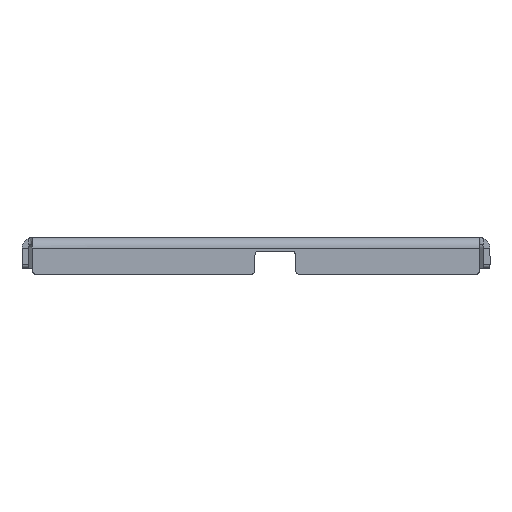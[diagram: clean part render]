
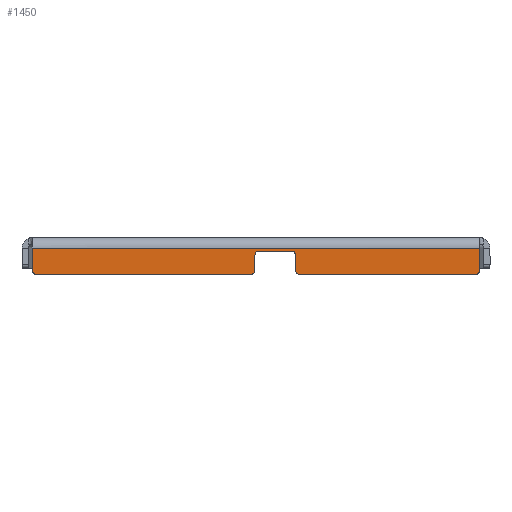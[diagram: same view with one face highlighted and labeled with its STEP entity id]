
A CAD part, front view. The second image highlights one B-rep face of the part: STEP entity #1450.
In plain terms, the highlighted planar face has unit normal (0, -1, 0).
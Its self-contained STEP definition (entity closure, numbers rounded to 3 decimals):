
#3 = EDGE_CURVE ( 'NONE', #719, #1154, #1671, .T. ) ;
#4 = DIRECTION ( 'NONE',  ( 0., 0., 1. ) ) ;
#25 = EDGE_LOOP ( 'NONE', ( #1453, #648, #1145, #1460, #1490, #958, #957, #424, #790, #685, #1031, #1960, #1530, #1553 ) ) ;
#35 = EDGE_CURVE ( 'NONE', #777, #719, #816, .T. ) ;
#67 = LINE ( 'NONE', #1743, #1592 ) ;
#70 = CARTESIAN_POINT ( 'NONE',  ( -110.515, -70.749, -12.894 ) ) ;
#75 = AXIS2_PLACEMENT_3D ( 'NONE', #906, #1793, #1136 ) ;
#82 = VERTEX_POINT ( 'NONE', #2173 ) ;
#99 = VERTEX_POINT ( 'NONE', #516 ) ;
#160 = VECTOR ( 'NONE', #1582, 1000. ) ;
#163 = CIRCLE ( 'NONE', #213, 2. ) ;
#173 = CARTESIAN_POINT ( 'NONE',  ( 1.485, -70.749, -3.394 ) ) ;
#180 = CARTESIAN_POINT ( 'NONE',  ( -0.515, -70.749, -12.894 ) ) ;
#190 = DIRECTION ( 'NONE',  ( 0., 0., 1. ) ) ;
#213 = AXIS2_PLACEMENT_3D ( 'NONE', #1039, #1223, #190 ) ;
#215 = CARTESIAN_POINT ( 'NONE',  ( 0., -70.749, -14.894 ) ) ;
#246 = DIRECTION ( 'NONE',  ( 0., -1., 0. ) ) ;
#254 = VERTEX_POINT ( 'NONE', #1901 ) ;
#272 = EDGE_CURVE ( 'NONE', #1885, #1977, #2021, .T. ) ;
#321 = LINE ( 'NONE', #715, #452 ) ;
#390 = EDGE_CURVE ( 'NONE', #1977, #1540, #1084, .T. ) ;
#407 = CIRCLE ( 'NONE', #1751, 2. ) ;
#424 = ORIENTED_EDGE ( 'NONE', *, *, #1908, .T. ) ;
#435 = VECTOR ( 'NONE', #1280, 1000. ) ;
#441 = CARTESIAN_POINT ( 'NONE',  ( -110.515, -70.749, -2. ) ) ;
#452 = VECTOR ( 'NONE', #894, 1000. ) ;
#491 = DIRECTION ( 'NONE',  ( 0., 1., 0. ) ) ;
#516 = CARTESIAN_POINT ( 'NONE',  ( 110.515, -70.749, -12.894 ) ) ;
#531 = DIRECTION ( 'NONE',  ( 0., 0., 1. ) ) ;
#537 = CARTESIAN_POINT ( 'NONE',  ( 21.485, -70.749, -12.894 ) ) ;
#588 = EDGE_CURVE ( 'NONE', #633, #777, #857, .T. ) ;
#591 = AXIS2_PLACEMENT_3D ( 'NONE', #1760, #1932, #885 ) ;
#633 = VERTEX_POINT ( 'NONE', #173 ) ;
#648 = ORIENTED_EDGE ( 'NONE', *, *, #959, .T. ) ;
#663 = LINE ( 'NONE', #215, #160 ) ;
#669 = VECTOR ( 'NONE', #1092, 1000. ) ;
#674 = DIRECTION ( 'NONE',  ( 1., 0., 0. ) ) ;
#676 = EDGE_CURVE ( 'NONE', #99, #1018, #1467, .T. ) ;
#685 = ORIENTED_EDGE ( 'NONE', *, *, #390, .T. ) ;
#715 = CARTESIAN_POINT ( 'NONE',  ( 110.515, -70.749, -2. ) ) ;
#719 = VERTEX_POINT ( 'NONE', #1456 ) ;
#736 = DIRECTION ( 'NONE',  ( 0., 0., -1. ) ) ;
#777 = VERTEX_POINT ( 'NONE', #1669 ) ;
#790 = ORIENTED_EDGE ( 'NONE', *, *, #272, .T. ) ;
#816 = CIRCLE ( 'NONE', #75, 2. ) ;
#836 = CARTESIAN_POINT ( 'NONE',  ( 19.485, -70.749, -12.894 ) ) ;
#857 = LINE ( 'NONE', #1391, #1836 ) ;
#876 = CARTESIAN_POINT ( 'NONE',  ( 0., -70.749, -14.894 ) ) ;
#885 = DIRECTION ( 'NONE',  ( 0., 0., 1. ) ) ;
#894 = DIRECTION ( 'NONE',  ( 1., 0., 0. ) ) ;
#906 = CARTESIAN_POINT ( 'NONE',  ( 17.485, -70.749, -5.394 ) ) ;
#949 = CARTESIAN_POINT ( 'NONE',  ( 108.515, -70.749, -12.894 ) ) ;
#957 = ORIENTED_EDGE ( 'NONE', *, *, #1371, .T. ) ;
#958 = ORIENTED_EDGE ( 'NONE', *, *, #1506, .F. ) ;
#959 = EDGE_CURVE ( 'NONE', #1154, #254, #407, .T. ) ;
#1017 = CARTESIAN_POINT ( 'NONE',  ( -110.515, -70.749, 0. ) ) ;
#1018 = VERTEX_POINT ( 'NONE', #1795 ) ;
#1031 = ORIENTED_EDGE ( 'NONE', *, *, #1483, .T. ) ;
#1038 = VECTOR ( 'NONE', #736, 1000. ) ;
#1039 = CARTESIAN_POINT ( 'NONE',  ( 1.485, -70.749, -5.394 ) ) ;
#1084 = CIRCLE ( 'NONE', #591, 2. ) ;
#1092 = DIRECTION ( 'NONE',  ( 0., 0., -1. ) ) ;
#1114 = VERTEX_POINT ( 'NONE', #1909 ) ;
#1136 = DIRECTION ( 'NONE',  ( 0., 0., 1. ) ) ;
#1145 = ORIENTED_EDGE ( 'NONE', *, *, #2109, .T. ) ;
#1154 = VERTEX_POINT ( 'NONE', #836 ) ;
#1223 = DIRECTION ( 'NONE',  ( 0., 1., 0. ) ) ;
#1280 = DIRECTION ( 'NONE',  ( 0., 0., 1. ) ) ;
#1291 = CARTESIAN_POINT ( 'NONE',  ( -108.515, -70.749, -12.894 ) ) ;
#1300 = DIRECTION ( 'NONE',  ( 0., -1., 0. ) ) ;
#1357 = PLANE ( 'NONE',  #1996 ) ;
#1371 = EDGE_CURVE ( 'NONE', #1881, #1720, #1685, .T. ) ;
#1391 = CARTESIAN_POINT ( 'NONE',  ( -0.515, -70.749, -3.394 ) ) ;
#1435 = FACE_OUTER_BOUND ( 'NONE', #25, .T. ) ;
#1447 = CARTESIAN_POINT ( 'NONE',  ( 19.485, -70.749, -14.894 ) ) ;
#1450 = ADVANCED_FACE ( 'NONE', ( #1435 ), #1357, .F. ) ;
#1453 = ORIENTED_EDGE ( 'NONE', *, *, #3, .T. ) ;
#1456 = CARTESIAN_POINT ( 'NONE',  ( 19.485, -70.749, -5.394 ) ) ;
#1459 = DIRECTION ( 'NONE',  ( 0., 0., 1. ) ) ;
#1460 = ORIENTED_EDGE ( 'NONE', *, *, #1831, .T. ) ;
#1464 = CIRCLE ( 'NONE', #1649, 2. ) ;
#1467 = LINE ( 'NONE', #1657, #435 ) ;
#1483 = EDGE_CURVE ( 'NONE', #1540, #82, #67, .T. ) ;
#1490 = ORIENTED_EDGE ( 'NONE', *, *, #676, .T. ) ;
#1506 = EDGE_CURVE ( 'NONE', #1881, #1018, #321, .T. ) ;
#1510 = EDGE_CURVE ( 'NONE', #82, #633, #163, .T. ) ;
#1517 = CARTESIAN_POINT ( 'NONE',  ( 0., -70.749, 0. ) ) ;
#1526 = AXIS2_PLACEMENT_3D ( 'NONE', #1291, #246, #1459 ) ;
#1530 = ORIENTED_EDGE ( 'NONE', *, *, #588, .T. ) ;
#1540 = VERTEX_POINT ( 'NONE', #180 ) ;
#1553 = ORIENTED_EDGE ( 'NONE', *, *, #35, .T. ) ;
#1582 = DIRECTION ( 'NONE',  ( 1., 0., 0. ) ) ;
#1592 = VECTOR ( 'NONE', #531, 1000. ) ;
#1619 = VECTOR ( 'NONE', #2097, 1000. ) ;
#1649 = AXIS2_PLACEMENT_3D ( 'NONE', #949, #1300, #1658 ) ;
#1657 = CARTESIAN_POINT ( 'NONE',  ( 110.515, -70.749, 0. ) ) ;
#1658 = DIRECTION ( 'NONE',  ( 0., 0., 1. ) ) ;
#1669 = CARTESIAN_POINT ( 'NONE',  ( 17.485, -70.749, -3.394 ) ) ;
#1671 = LINE ( 'NONE', #1447, #1038 ) ;
#1685 = LINE ( 'NONE', #1017, #669 ) ;
#1720 = VERTEX_POINT ( 'NONE', #70 ) ;
#1743 = CARTESIAN_POINT ( 'NONE',  ( -0.515, -70.749, -14.894 ) ) ;
#1751 = AXIS2_PLACEMENT_3D ( 'NONE', #537, #1758, #2100 ) ;
#1758 = DIRECTION ( 'NONE',  ( 0., -1., 0. ) ) ;
#1760 = CARTESIAN_POINT ( 'NONE',  ( -2.515, -70.749, -12.894 ) ) ;
#1793 = DIRECTION ( 'NONE',  ( 0., 1., 0. ) ) ;
#1795 = CARTESIAN_POINT ( 'NONE',  ( 110.515, -70.749, -2. ) ) ;
#1831 = EDGE_CURVE ( 'NONE', #1114, #99, #1464, .T. ) ;
#1836 = VECTOR ( 'NONE', #674, 1000. ) ;
#1881 = VERTEX_POINT ( 'NONE', #441 ) ;
#1885 = VERTEX_POINT ( 'NONE', #2004 ) ;
#1901 = CARTESIAN_POINT ( 'NONE',  ( 21.485, -70.749, -14.894 ) ) ;
#1908 = EDGE_CURVE ( 'NONE', #1720, #1885, #2056, .T. ) ;
#1909 = CARTESIAN_POINT ( 'NONE',  ( 108.515, -70.749, -14.894 ) ) ;
#1932 = DIRECTION ( 'NONE',  ( 0., -1., 0. ) ) ;
#1960 = ORIENTED_EDGE ( 'NONE', *, *, #1510, .T. ) ;
#1977 = VERTEX_POINT ( 'NONE', #2206 ) ;
#1996 = AXIS2_PLACEMENT_3D ( 'NONE', #1517, #491, #4 ) ;
#2004 = CARTESIAN_POINT ( 'NONE',  ( -108.515, -70.749, -14.894 ) ) ;
#2021 = LINE ( 'NONE', #876, #1619 ) ;
#2056 = CIRCLE ( 'NONE', #1526, 2. ) ;
#2097 = DIRECTION ( 'NONE',  ( 1., 0., 0. ) ) ;
#2100 = DIRECTION ( 'NONE',  ( 0., 0., 1. ) ) ;
#2109 = EDGE_CURVE ( 'NONE', #254, #1114, #663, .T. ) ;
#2173 = CARTESIAN_POINT ( 'NONE',  ( -0.515, -70.749, -5.394 ) ) ;
#2206 = CARTESIAN_POINT ( 'NONE',  ( -2.515, -70.749, -14.894 ) ) ;
